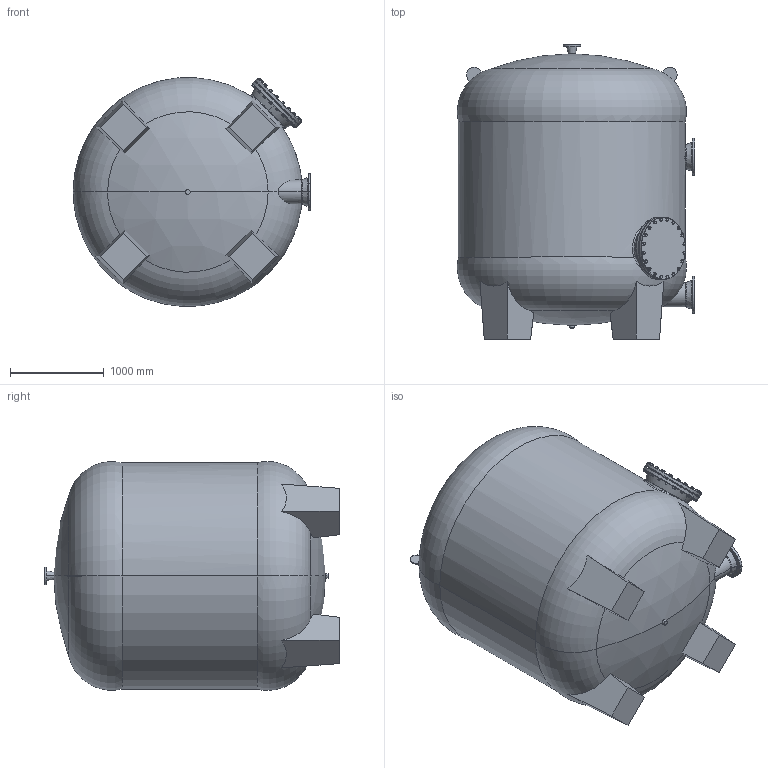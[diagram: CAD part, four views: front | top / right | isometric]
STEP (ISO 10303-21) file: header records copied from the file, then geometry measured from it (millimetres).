
FILE_DESCRIPTION (( 'STEP AP214' ), '1' );
FILE_NAME ('Ozon_reactor_240c.STEP', '2020-11-03T08:05:19', ( '' ), ( '' ), 'SwSTEP 2.0', 'SolidWorks 2019', '' );
FILE_SCHEMA (( 'AUTOMOTIVE_DESIGN' ));
Length unit declared in the file: millimetre
Products named in the file (1): Ozon_reactor_240c
Bounding box: 2537.3 x 3149.74 x 2446.84 mm (x, y, z)
Surface area: 30905614.3 mm2 (no closed solid volume)
Topology: 0 solids, 72 shells, 752 faces, 1867 edges, 1186 vertices
Faces by surface type: plane 327, cone 273, cylinder 104, torus 40, bspline 4, sphere 4
Entity records: 54285 total; most frequent: CARTESIAN_POINT 31551, ORIENTED_EDGE 3326, DIRECTION 1940, EDGE_CURVE 1867, B_SPLINE_CURVE_WITH_KNOTS 1609, VERTEX_POINT 1186, AXIS2_PLACEMENT_3D 933, EDGE_LOOP 817
